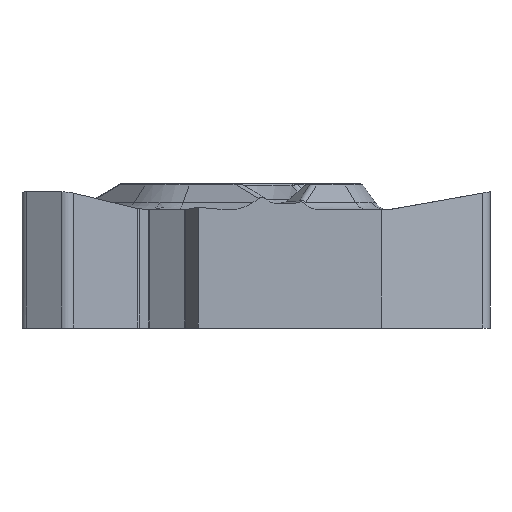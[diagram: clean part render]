
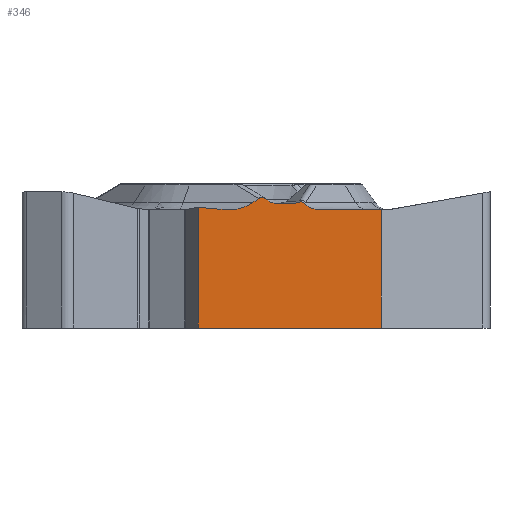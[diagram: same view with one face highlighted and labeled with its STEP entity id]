
A CAD part, left-side view. The second image highlights one B-rep face of the part: STEP entity #346.
In plain terms, the highlighted planar face has unit normal (-1, 0, 0).
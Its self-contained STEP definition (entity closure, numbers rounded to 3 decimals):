
#346=ADVANCED_FACE('',(#538),#427,.F.);
#427=PLANE('',#2795);
#538=FACE_OUTER_BOUND('',#693,.T.);
#693=EDGE_LOOP('',(#1269,#1270,#1271,#1272,#1273,#1274,#1275,#1276,#1277,
#1278,#1279,#1280,#1281,#1282,#1283));
#783=ELLIPSE('',#2729,0.309,0.3);
#786=ELLIPSE('',#2734,0.309,0.3);
#788=ELLIPSE('',#2739,1.5,0.75);
#789=ELLIPSE('',#2742,0.884,0.75);
#790=ELLIPSE('',#2744,0.304,0.205);
#801=ELLIPSE('',#2794,1.5,0.75);
#1269=ORIENTED_EDGE('',*,*,#2076,.T.);
#1270=ORIENTED_EDGE('',*,*,#2077,.T.);
#1271=ORIENTED_EDGE('',*,*,#1982,.T.);
#1272=ORIENTED_EDGE('',*,*,#2014,.T.);
#1273=ORIENTED_EDGE('',*,*,#2017,.F.);
#1274=ORIENTED_EDGE('',*,*,#2004,.T.);
#1275=ORIENTED_EDGE('',*,*,#1850,.T.);
#1276=ORIENTED_EDGE('',*,*,#1994,.T.);
#1277=ORIENTED_EDGE('',*,*,#1999,.T.);
#1278=ORIENTED_EDGE('',*,*,#2015,.F.);
#1279=ORIENTED_EDGE('',*,*,#1991,.T.);
#1280=ORIENTED_EDGE('',*,*,#2010,.T.);
#1281=ORIENTED_EDGE('',*,*,#2078,.T.);
#1282=ORIENTED_EDGE('',*,*,#2079,.T.);
#1283=ORIENTED_EDGE('',*,*,#1839,.T.);
#1602=VERTEX_POINT('',#3837);
#1603=VERTEX_POINT('',#3839);
#1610=VERTEX_POINT('',#3859);
#1611=VERTEX_POINT('',#3861);
#1695=VERTEX_POINT('',#4499);
#1696=VERTEX_POINT('',#4500);
#1700=VERTEX_POINT('',#4510);
#1704=VERTEX_POINT('',#4517);
#1706=VERTEX_POINT('',#4532);
#1710=VERTEX_POINT('',#4548);
#1711=VERTEX_POINT('',#4555);
#1717=VERTEX_POINT('',#4581);
#1720=VERTEX_POINT('',#4592);
#1752=VERTEX_POINT('',#4983);
#1753=VERTEX_POINT('',#4986);
#1839=EDGE_CURVE('',#1603,#1602,#2210,.T.);
#1850=EDGE_CURVE('',#1611,#1610,#2218,.T.);
#1982=EDGE_CURVE('',#1695,#1696,#2267,.T.);
#1991=EDGE_CURVE('',#1700,#1704,#2275,.T.);
#1994=EDGE_CURVE('',#1610,#1706,#783,.T.);
#1999=EDGE_CURVE('',#1706,#1710,#2279,.T.);
#2004=EDGE_CURVE('',#1711,#1611,#786,.T.);
#2010=EDGE_CURVE('',#1704,#1717,#788,.T.);
#2014=EDGE_CURVE('',#1696,#1720,#789,.T.);
#2015=EDGE_CURVE('',#1700,#1710,#790,.T.);
#2017=EDGE_CURVE('',#1711,#1720,#2570,.T.);
#2076=EDGE_CURVE('',#1602,#1752,#2299,.T.);
#2077=EDGE_CURVE('',#1752,#1695,#2300,.T.);
#2078=EDGE_CURVE('',#1717,#1753,#801,.T.);
#2079=EDGE_CURVE('',#1753,#1603,#2301,.T.);
#2210=LINE('',#3838,#2378);
#2218=LINE('',#3860,#2386);
#2267=LINE('',#4498,#2435);
#2275=LINE('',#4518,#2443);
#2279=LINE('',#4549,#2447);
#2299=LINE('',#4982,#2467);
#2300=LINE('',#4984,#2468);
#2301=LINE('',#4987,#2469);
#2378=VECTOR('',#2937,1.);
#2386=VECTOR('',#2957,1.);
#2435=VECTOR('',#3190,1.);
#2443=VECTOR('',#3202,1.);
#2447=VECTOR('',#3214,1.);
#2467=VECTOR('',#3358,1.);
#2468=VECTOR('',#3359,1.);
#2469=VECTOR('',#3362,1.);
#2570=B_SPLINE_CURVE_WITH_KNOTS('',3,(#4598,#4599,#4600,#4601,#4602,#4603,
#4604,#4605,#4606,#4607,#4608,#4609,#4610),.UNSPECIFIED.,.F.,.F.,(4,3,3,
3,4),(0.,0.307,0.616,0.896,1.),
 .UNSPECIFIED.);
#2729=AXIS2_PLACEMENT_3D('',#4533,#3206,#3207);
#2734=AXIS2_PLACEMENT_3D('',#4571,#3220,#3221);
#2739=AXIS2_PLACEMENT_3D('',#4582,#3233,#3234);
#2742=AXIS2_PLACEMENT_3D('',#4593,#3240,#3241);
#2744=AXIS2_PLACEMENT_3D('',#4595,#3244,#3245);
#2794=AXIS2_PLACEMENT_3D('',#4985,#3360,#3361);
#2795=AXIS2_PLACEMENT_3D('',#4988,#3363,#3364);
#2937=DIRECTION('',(0.,0.,-1.));
#2957=DIRECTION('',(0.,1.,0.));
#3190=DIRECTION('',(0.,1.,0.));
#3202=DIRECTION('',(0.,0.814,-0.581));
#3206=DIRECTION('',(1.,0.,0.));
#3207=DIRECTION('',(0.,1.,0.));
#3214=DIRECTION('',(0.,0.775,0.631));
#3220=DIRECTION('',(1.,0.,0.));
#3221=DIRECTION('',(0.,1.,0.));
#3233=DIRECTION('',(1.,0.,0.));
#3234=DIRECTION('',(0.,1.,0.));
#3240=DIRECTION('',(1.,0.,0.));
#3241=DIRECTION('',(0.,1.,0.));
#3244=DIRECTION('',(1.,0.,0.));
#3245=DIRECTION('',(0.,-0.858,-0.514));
#3358=DIRECTION('',(0.,-1.,0.));
#3359=DIRECTION('',(0.,0.,1.));
#3360=DIRECTION('',(1.,0.,0.));
#3361=DIRECTION('',(0.,1.,0.));
#3362=DIRECTION('',(0.,0.996,0.088));
#3363=DIRECTION('',(1.,0.,0.));
#3364=DIRECTION('',(0.,1.,0.));
#3837=CARTESIAN_POINT('',(-6.35,2.047,-5.56));
#3838=CARTESIAN_POINT('',(-6.35,2.047,25.));
#3839=CARTESIAN_POINT('',(-6.35,2.047,-0.49));
#3859=CARTESIAN_POINT('',(-6.35,-1.132,-0.31));
#3860=CARTESIAN_POINT('',(-6.35,0.,-0.31));
#3861=CARTESIAN_POINT('',(-6.35,-2.034,-0.31));
#4498=CARTESIAN_POINT('',(-6.35,0.,-0.6));
#4499=CARTESIAN_POINT('',(-6.35,-5.624,-0.6));
#4500=CARTESIAN_POINT('',(-6.35,-3.088,-0.6));
#4510=CARTESIAN_POINT('',(-6.35,-0.483,-0.121));
#4517=CARTESIAN_POINT('',(-6.35,-0.234,-0.299));
#4518=CARTESIAN_POINT('',(-6.35,-12.043,8.134));
#4532=CARTESIAN_POINT('',(-6.35,-0.934,-0.24));
#4533=CARTESIAN_POINT('',(-6.35,-1.132,-0.01));
#4548=CARTESIAN_POINT('',(-6.35,-0.862,-0.181));
#4549=CARTESIAN_POINT('',(-6.35,11.986,10.279));
#4555=CARTESIAN_POINT('',(-6.35,-2.162,-0.283));
#4571=CARTESIAN_POINT('',(-6.35,-2.034,-0.01));
#4581=CARTESIAN_POINT('',(-6.35,0.665,-0.6));
#4582=CARTESIAN_POINT('',(-6.35,0.994,0.132));
#4592=CARTESIAN_POINT('',(-6.35,-2.401,-0.322));
#4593=CARTESIAN_POINT('',(-6.35,-3.088,0.15));
#4595=CARTESIAN_POINT('',(-6.35,-0.704,-0.32));
#4598=CARTESIAN_POINT('',(-6.35,-2.162,-0.283));
#4599=CARTESIAN_POINT('',(-6.35,-2.186,-0.273));
#4600=CARTESIAN_POINT('',(-6.35,-2.212,-0.266));
#4601=CARTESIAN_POINT('',(-6.35,-2.238,-0.264));
#4602=CARTESIAN_POINT('',(-6.35,-2.264,-0.261));
#4603=CARTESIAN_POINT('',(-6.35,-2.292,-0.264));
#4604=CARTESIAN_POINT('',(-6.35,-2.317,-0.271));
#4605=CARTESIAN_POINT('',(-6.35,-2.34,-0.278));
#4606=CARTESIAN_POINT('',(-6.35,-2.362,-0.289));
#4607=CARTESIAN_POINT('',(-6.35,-2.381,-0.304));
#4608=CARTESIAN_POINT('',(-6.35,-2.388,-0.31));
#4609=CARTESIAN_POINT('',(-6.35,-2.395,-0.316));
#4610=CARTESIAN_POINT('',(-6.35,-2.401,-0.322));
#4982=CARTESIAN_POINT('',(-6.35,0.,-5.56));
#4983=CARTESIAN_POINT('',(-6.35,-5.624,-5.56));
#4984=CARTESIAN_POINT('',(-6.35,-5.624,25.));
#4985=CARTESIAN_POINT('',(-6.35,0.665,0.15));
#4986=CARTESIAN_POINT('',(-6.35,0.925,-0.589));
#4987=CARTESIAN_POINT('',(-6.35,7.512,-0.008));
#4988=CARTESIAN_POINT('',(-6.35,0.,25.));
